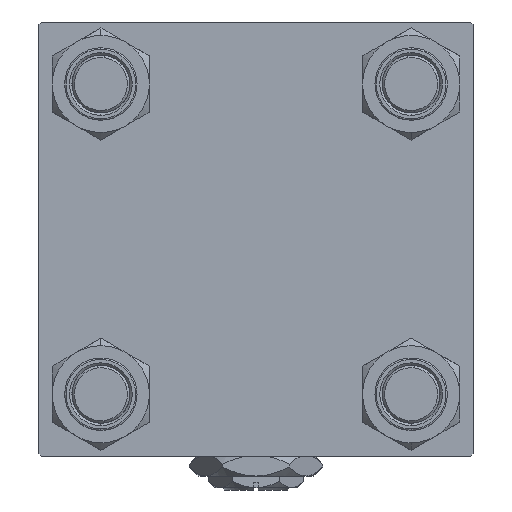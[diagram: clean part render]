
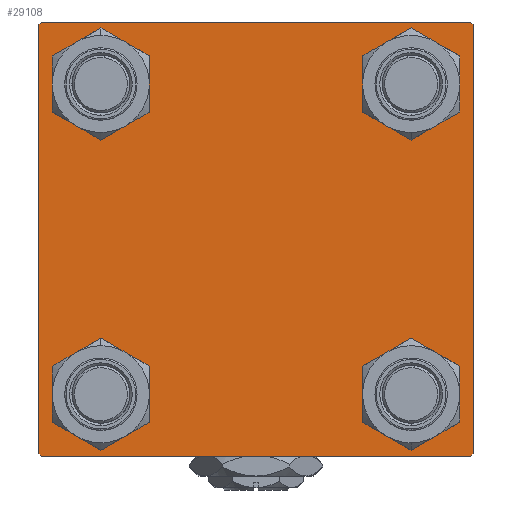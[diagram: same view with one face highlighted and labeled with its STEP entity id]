
A CAD part, left-side view. The second image highlights one B-rep face of the part: STEP entity #29108.
In plain terms, the highlighted planar face has unit normal (-1, 0, 0).
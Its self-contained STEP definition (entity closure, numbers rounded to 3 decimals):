
#243 = AXIS2_PLACEMENT_3D ( 'NONE', #6755, #42530, #2724 ) ;
#1842 = ORIENTED_EDGE ( 'NONE', *, *, #8244, .T. ) ;
#1845 = CARTESIAN_POINT ( 'NONE',  ( 0., 44.75, -44.75 ) ) ;
#1948 = EDGE_CURVE ( 'NONE', #25090, #39340, #16468, .T. ) ;
#2157 = AXIS2_PLACEMENT_3D ( 'NONE', #14192, #43949, #51943 ) ;
#2336 = DIRECTION ( 'NONE',  ( 0., -1., 0. ) ) ;
#2608 = DIRECTION ( 'NONE',  ( 0., 0., 1. ) ) ;
#2724 = DIRECTION ( 'NONE',  ( 0., 0., 1. ) ) ;
#3223 = CARTESIAN_POINT ( 'NONE',  ( 0., -32.15, -32.15 ) ) ;
#3562 = CARTESIAN_POINT ( 'NONE',  ( 0., 45., 45. ) ) ;
#3953 = EDGE_CURVE ( 'NONE', #39340, #25090, #32708, .T. ) ;
#4686 = CARTESIAN_POINT ( 'NONE',  ( 0., 32.15, 25.65 ) ) ;
#5778 = VERTEX_POINT ( 'NONE', #39248 ) ;
#6129 = CIRCLE ( 'NONE', #35916, 6.5 ) ;
#6197 = DIRECTION ( 'NONE',  ( 0., 0.707, 0.707 ) ) ;
#6359 = LINE ( 'NONE', #38905, #13979 ) ;
#6569 = DIRECTION ( 'NONE',  ( 0., 0., 1. ) ) ;
#6755 = CARTESIAN_POINT ( 'NONE',  ( 0., 32.15, 32.15 ) ) ;
#6768 = ORIENTED_EDGE ( 'NONE', *, *, #23413, .T. ) ;
#6822 = FACE_BOUND ( 'NONE', #20744, .T. ) ;
#7417 = VECTOR ( 'NONE', #25022, 1000. ) ;
#7542 = AXIS2_PLACEMENT_3D ( 'NONE', #22611, #43646, #34868 ) ;
#7562 = ORIENTED_EDGE ( 'NONE', *, *, #1948, .T. ) ;
#8244 = EDGE_CURVE ( 'NONE', #23759, #50582, #51578, .T. ) ;
#8815 = ORIENTED_EDGE ( 'NONE', *, *, #18296, .F. ) ;
#9395 = DIRECTION ( 'NONE',  ( 0., 0., 1. ) ) ;
#9527 = CARTESIAN_POINT ( 'NONE',  ( 0., 44.5, 45. ) ) ;
#9733 = AXIS2_PLACEMENT_3D ( 'NONE', #14443, #17923, #9395 ) ;
#9777 = VECTOR ( 'NONE', #38407, 1000. ) ;
#10417 = ORIENTED_EDGE ( 'NONE', *, *, #38399, .T. ) ;
#10569 = FACE_BOUND ( 'NONE', #51677, .T. ) ;
#11142 = CARTESIAN_POINT ( 'NONE',  ( 0., -32.15, 25.65 ) ) ;
#11486 = EDGE_CURVE ( 'NONE', #45562, #47647, #14102, .T. ) ;
#12421 = VERTEX_POINT ( 'NONE', #11142 ) ;
#12620 = VERTEX_POINT ( 'NONE', #9527 ) ;
#13468 = VERTEX_POINT ( 'NONE', #42848 ) ;
#13497 = CIRCLE ( 'NONE', #7542, 6.5 ) ;
#13534 = ORIENTED_EDGE ( 'NONE', *, *, #17843, .T. ) ;
#13942 = CARTESIAN_POINT ( 'NONE',  ( 0., -44.75, 44.75 ) ) ;
#13979 = VECTOR ( 'NONE', #2336, 1000. ) ;
#14102 = CIRCLE ( 'NONE', #2157, 6.5 ) ;
#14174 = EDGE_CURVE ( 'NONE', #12421, #29739, #15080, .T. ) ;
#14192 = CARTESIAN_POINT ( 'NONE',  ( 0., 32.15, -32.15 ) ) ;
#14443 = CARTESIAN_POINT ( 'NONE',  ( 0., 32.15, 32.15 ) ) ;
#15039 = AXIS2_PLACEMENT_3D ( 'NONE', #26069, #23094, #6569 ) ;
#15080 = CIRCLE ( 'NONE', #26176, 6.5 ) ;
#16083 = EDGE_LOOP ( 'NONE', ( #44397, #35320 ) ) ;
#16468 = CIRCLE ( 'NONE', #243, 6.5 ) ;
#16545 = ORIENTED_EDGE ( 'NONE', *, *, #17361, .T. ) ;
#17361 = EDGE_CURVE ( 'NONE', #12620, #5778, #34272, .T. ) ;
#17623 = EDGE_CURVE ( 'NONE', #32403, #30916, #21956, .T. ) ;
#17843 = EDGE_CURVE ( 'NONE', #29739, #12421, #13497, .T. ) ;
#17923 = DIRECTION ( 'NONE',  ( 1., 0., 0. ) ) ;
#18023 = DIRECTION ( 'NONE',  ( 0., 0.707, -0.707 ) ) ;
#18296 = EDGE_CURVE ( 'NONE', #12620, #30916, #31588, .T. ) ;
#18593 = FACE_OUTER_BOUND ( 'NONE', #33637, .T. ) ;
#19235 = ORIENTED_EDGE ( 'NONE', *, *, #17623, .T. ) ;
#19274 = DIRECTION ( 'NONE',  ( 1., 0., 0. ) ) ;
#19354 = EDGE_CURVE ( 'NONE', #50582, #23759, #6129, .T. ) ;
#19627 = LINE ( 'NONE', #40973, #28702 ) ;
#20744 = EDGE_LOOP ( 'NONE', ( #1842, #50987 ) ) ;
#20998 = ORIENTED_EDGE ( 'NONE', *, *, #52032, .T. ) ;
#21812 = CARTESIAN_POINT ( 'NONE',  ( 0., 45., 45. ) ) ;
#21956 = LINE ( 'NONE', #13942, #41639 ) ;
#22144 = LINE ( 'NONE', #1845, #9777 ) ;
#22611 = CARTESIAN_POINT ( 'NONE',  ( 0., -32.15, 32.15 ) ) ;
#22847 = CARTESIAN_POINT ( 'NONE',  ( 0., -45., 44.5 ) ) ;
#22882 = ORIENTED_EDGE ( 'NONE', *, *, #29884, .T. ) ;
#23094 = DIRECTION ( 'NONE',  ( -1., 0., 0. ) ) ;
#23119 = CARTESIAN_POINT ( 'NONE',  ( 0., -44.5, -45. ) ) ;
#23413 = EDGE_CURVE ( 'NONE', #45444, #26458, #6359, .T. ) ;
#23759 = VERTEX_POINT ( 'NONE', #25988 ) ;
#23807 = CARTESIAN_POINT ( 'NONE',  ( 0., 32.15, -32.15 ) ) ;
#24344 = DIRECTION ( 'NONE',  ( 0., 0., 1. ) ) ;
#24572 = VECTOR ( 'NONE', #18023, 1000. ) ;
#25022 = DIRECTION ( 'NONE',  ( 0., 0., -1. ) ) ;
#25090 = VERTEX_POINT ( 'NONE', #39827 ) ;
#25765 = ORIENTED_EDGE ( 'NONE', *, *, #14174, .T. ) ;
#25988 = CARTESIAN_POINT ( 'NONE',  ( 0., -32.15, -25.65 ) ) ;
#26069 = CARTESIAN_POINT ( 'NONE',  ( 0., 0., 0. ) ) ;
#26176 = AXIS2_PLACEMENT_3D ( 'NONE', #30904, #47155, #2608 ) ;
#26458 = VERTEX_POINT ( 'NONE', #23119 ) ;
#27771 = DIRECTION ( 'NONE',  ( 0., 0., 1. ) ) ;
#28702 = VECTOR ( 'NONE', #35887, 1000. ) ;
#29082 = CARTESIAN_POINT ( 'NONE',  ( 0., -44.5, 45. ) ) ;
#29108 = ADVANCED_FACE ( 'NONE', ( #10569, #6822, #34314, #30844, #18593 ), #43114, .T. ) ;
#29739 = VERTEX_POINT ( 'NONE', #48208 ) ;
#29884 = EDGE_CURVE ( 'NONE', #5778, #13468, #49797, .T. ) ;
#30180 = EDGE_CURVE ( 'NONE', #32403, #42568, #19627, .T. ) ;
#30844 = FACE_BOUND ( 'NONE', #38708, .T. ) ;
#30904 = CARTESIAN_POINT ( 'NONE',  ( 0., -32.15, 32.15 ) ) ;
#30916 = VERTEX_POINT ( 'NONE', #29082 ) ;
#31521 = EDGE_CURVE ( 'NONE', #47647, #45562, #33846, .T. ) ;
#31588 = LINE ( 'NONE', #3562, #45135 ) ;
#32403 = VERTEX_POINT ( 'NONE', #22847 ) ;
#32487 = DIRECTION ( 'NONE',  ( 0., -0.707, 0.707 ) ) ;
#32708 = CIRCLE ( 'NONE', #9733, 6.5 ) ;
#33014 = LINE ( 'NONE', #49280, #41664 ) ;
#33637 = EDGE_LOOP ( 'NONE', ( #22882, #20998, #6768, #10417, #52765, #19235, #8815, #16545 ) ) ;
#33846 = CIRCLE ( 'NONE', #37995, 6.5 ) ;
#33995 = CARTESIAN_POINT ( 'NONE',  ( 0., 32.15, -38.65 ) ) ;
#34272 = LINE ( 'NONE', #43071, #24572 ) ;
#34314 = FACE_BOUND ( 'NONE', #16083, .T. ) ;
#34868 = DIRECTION ( 'NONE',  ( 0., 0., 1. ) ) ;
#35320 = ORIENTED_EDGE ( 'NONE', *, *, #31521, .T. ) ;
#35887 = DIRECTION ( 'NONE',  ( 0., 0., -1. ) ) ;
#35916 = AXIS2_PLACEMENT_3D ( 'NONE', #43539, #19274, #42512 ) ;
#37995 = AXIS2_PLACEMENT_3D ( 'NONE', #23807, #44865, #24344 ) ;
#38078 = CARTESIAN_POINT ( 'NONE',  ( 0., 32.15, -25.65 ) ) ;
#38399 = EDGE_CURVE ( 'NONE', #26458, #42568, #33014, .T. ) ;
#38407 = DIRECTION ( 'NONE',  ( 0., -0.707, -0.707 ) ) ;
#38708 = EDGE_LOOP ( 'NONE', ( #7562, #43627 ) ) ;
#38905 = CARTESIAN_POINT ( 'NONE',  ( 0., 45., -45. ) ) ;
#39248 = CARTESIAN_POINT ( 'NONE',  ( 0., 45., 44.5 ) ) ;
#39340 = VERTEX_POINT ( 'NONE', #4686 ) ;
#39827 = CARTESIAN_POINT ( 'NONE',  ( 0., 32.15, 38.65 ) ) ;
#40229 = CARTESIAN_POINT ( 'NONE',  ( 0., 44.5, -45. ) ) ;
#40973 = CARTESIAN_POINT ( 'NONE',  ( 0., -45., 45. ) ) ;
#41639 = VECTOR ( 'NONE', #6197, 1000. ) ;
#41664 = VECTOR ( 'NONE', #32487, 1000. ) ;
#42512 = DIRECTION ( 'NONE',  ( 0., 0., 1. ) ) ;
#42530 = DIRECTION ( 'NONE',  ( 1., 0., 0. ) ) ;
#42568 = VERTEX_POINT ( 'NONE', #47386 ) ;
#42848 = CARTESIAN_POINT ( 'NONE',  ( 0., 45., -44.5 ) ) ;
#43071 = CARTESIAN_POINT ( 'NONE',  ( 0., 44.75, 44.75 ) ) ;
#43114 = PLANE ( 'NONE',  #15039 ) ;
#43539 = CARTESIAN_POINT ( 'NONE',  ( 0., -32.15, -32.15 ) ) ;
#43627 = ORIENTED_EDGE ( 'NONE', *, *, #3953, .T. ) ;
#43646 = DIRECTION ( 'NONE',  ( 1., 0., 0. ) ) ;
#43949 = DIRECTION ( 'NONE',  ( 1., 0., 0. ) ) ;
#44397 = ORIENTED_EDGE ( 'NONE', *, *, #11486, .T. ) ;
#44865 = DIRECTION ( 'NONE',  ( 1., 0., 0. ) ) ;
#45135 = VECTOR ( 'NONE', #47839, 1000. ) ;
#45444 = VERTEX_POINT ( 'NONE', #40229 ) ;
#45562 = VERTEX_POINT ( 'NONE', #38078 ) ;
#47155 = DIRECTION ( 'NONE',  ( 1., 0., 0. ) ) ;
#47386 = CARTESIAN_POINT ( 'NONE',  ( 0., -45., -44.5 ) ) ;
#47647 = VERTEX_POINT ( 'NONE', #33995 ) ;
#47839 = DIRECTION ( 'NONE',  ( 0., -1., 0. ) ) ;
#48208 = CARTESIAN_POINT ( 'NONE',  ( 0., -32.15, 38.65 ) ) ;
#48554 = DIRECTION ( 'NONE',  ( 1., 0., 0. ) ) ;
#49071 = CARTESIAN_POINT ( 'NONE',  ( 0., -32.15, -38.65 ) ) ;
#49280 = CARTESIAN_POINT ( 'NONE',  ( 0., -44.75, -44.75 ) ) ;
#49797 = LINE ( 'NONE', #21812, #7417 ) ;
#50582 = VERTEX_POINT ( 'NONE', #49071 ) ;
#50748 = AXIS2_PLACEMENT_3D ( 'NONE', #3223, #48554, #27771 ) ;
#50987 = ORIENTED_EDGE ( 'NONE', *, *, #19354, .T. ) ;
#51578 = CIRCLE ( 'NONE', #50748, 6.5 ) ;
#51677 = EDGE_LOOP ( 'NONE', ( #13534, #25765 ) ) ;
#51943 = DIRECTION ( 'NONE',  ( 0., 0., 1. ) ) ;
#52032 = EDGE_CURVE ( 'NONE', #13468, #45444, #22144, .T. ) ;
#52765 = ORIENTED_EDGE ( 'NONE', *, *, #30180, .F. ) ;
